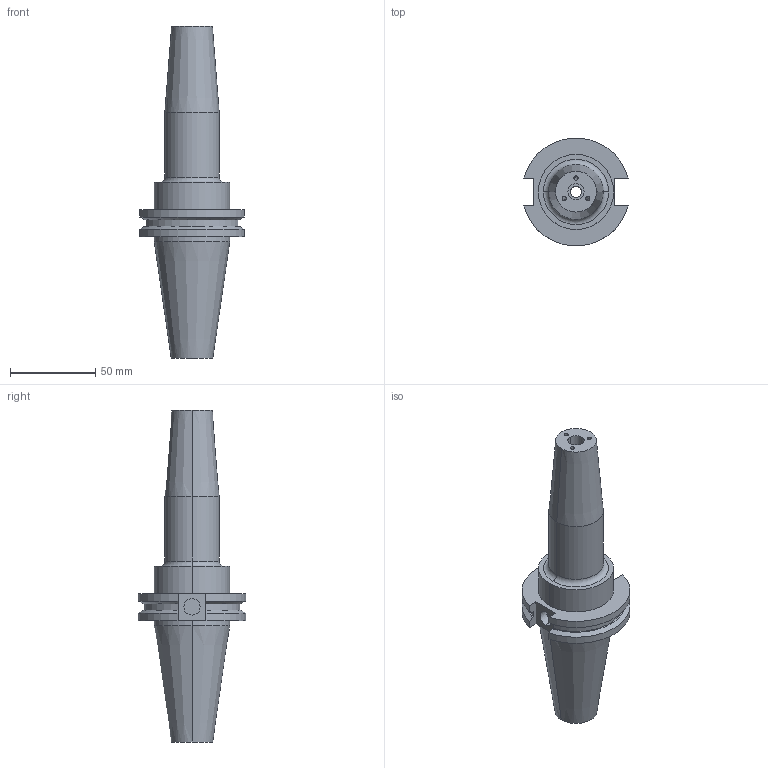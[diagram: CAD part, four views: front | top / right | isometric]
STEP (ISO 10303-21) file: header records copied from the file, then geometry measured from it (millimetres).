
FILE_DESCRIPTION (( 'STEP AP203' ), '1' );
FILE_NAME ('STP-29023B.STEP', '2019-07-15T08:44:43', ( '' ), ( '' ), 'SwSTEP 2.0', 'SolidWorks 2017', '' );
FILE_SCHEMA (( 'CONFIG_CONTROL_DESIGN' ));
Length unit declared in the file: millimetre
Products named in the file (1): STP-29023B
Bounding box: 61.35 x 63.26 x 195.25 mm (x, y, z)
Volume: 186696.4 mm3; surface area: 34378.4 mm2
Topology: 1 solids, 1 shells, 73 faces, 182 edges, 118 vertices
Faces by surface type: cylinder 32, plane 23, cone 10, bspline 6, torus 2
Entity records: 2571 total; most frequent: CARTESIAN_POINT 734, DIRECTION 370, ORIENTED_EDGE 364, EDGE_CURVE 182, AXIS2_PLACEMENT_3D 146, VERTEX_POINT 118, EDGE_LOOP 88, VECTOR 78
